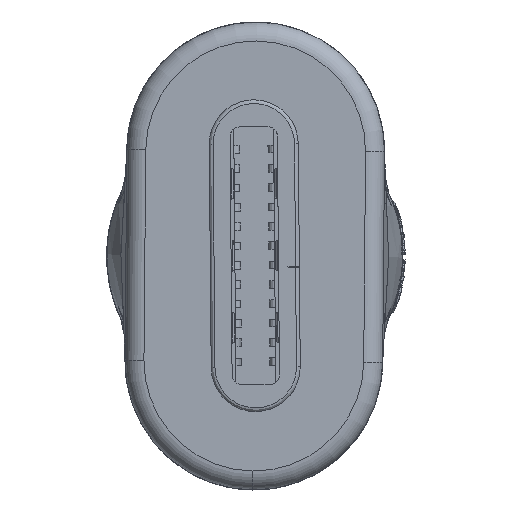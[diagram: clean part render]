
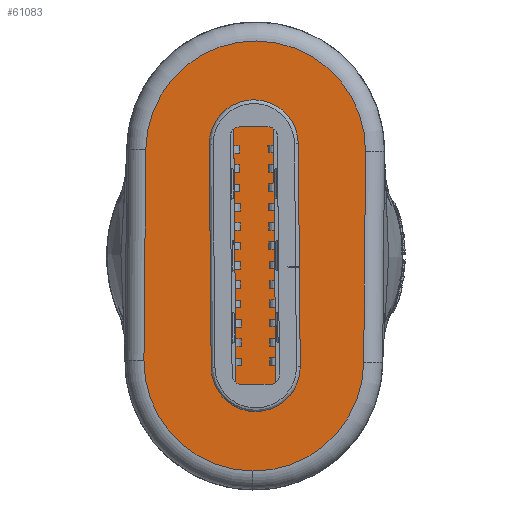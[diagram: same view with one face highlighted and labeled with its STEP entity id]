
A CAD part, left-side view. The second image highlights one B-rep face of the part: STEP entity #61083.
In plain terms, the highlighted planar face has unit normal (-1, 0, 0).
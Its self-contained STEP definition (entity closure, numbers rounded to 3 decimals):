
#1947 = CARTESIAN_POINT ( 'NONE',  ( 0., 2.9, 2.775 ) ) ;
#1997 = CARTESIAN_POINT ( 'NONE',  ( 0., -2.9, -2.775 ) ) ;
#2342 = VERTEX_POINT ( 'NONE', #3022 ) ;
#2738 = CARTESIAN_POINT ( 'NONE',  ( 0., 0., 2.775 ) ) ;
#3022 = CARTESIAN_POINT ( 'NONE',  ( 0., 2.9, 2.775 ) ) ;
#3082 = ORIENTED_EDGE ( 'NONE', *, *, #33600, .T. ) ;
#4972 = CARTESIAN_POINT ( 'NONE',  ( 0., -2.9, 2.775 ) ) ;
#7392 = VECTOR ( 'NONE', #35300, 1000. ) ;
#8426 = FACE_OUTER_BOUND ( 'NONE', #31010, .T. ) ;
#8582 = CARTESIAN_POINT ( 'NONE',  ( 0., 0., -2.775 ) ) ;
#10473 = CARTESIAN_POINT ( 'NONE',  ( 0., -2.9, 2.775 ) ) ;
#10681 = CARTESIAN_POINT ( 'NONE',  ( 0., 0., -2.775 ) ) ;
#11192 = ORIENTED_EDGE ( 'NONE', *, *, #61687, .T. ) ;
#13095 = CARTESIAN_POINT ( 'NONE',  ( 0., 2.9, -2.775 ) ) ;
#13794 = CIRCLE ( 'NONE', #50973, 2.9 ) ;
#13904 = DIRECTION ( 'NONE',  ( -1., 0., 0. ) ) ;
#15064 = DIRECTION ( 'NONE',  ( 0., 0., -1. ) ) ;
#17316 = LINE ( 'NONE', #1947, #43842 ) ;
#18276 = VERTEX_POINT ( 'NONE', #10473 ) ;
#22735 = VERTEX_POINT ( 'NONE', #49641 ) ;
#24045 = CIRCLE ( 'NONE', #27219, 2.9 ) ;
#27219 = AXIS2_PLACEMENT_3D ( 'NONE', #10681, #51958, #56921 ) ;
#28079 = PLANE ( 'NONE',  #44875 ) ;
#31010 = EDGE_LOOP ( 'NONE', ( #3082, #58926, #43046, #45867, #11192 ) ) ;
#33600 = EDGE_CURVE ( 'NONE', #48349, #22735, #24045, .T. ) ;
#33869 = DIRECTION ( 'NONE',  ( -1., 0., 0. ) ) ;
#35300 = DIRECTION ( 'NONE',  ( 0., 0., 1. ) ) ;
#37578 = DIRECTION ( 'NONE',  ( 0., 0., -1. ) ) ;
#38236 = DIRECTION ( 'NONE',  ( 0., 0., -1. ) ) ;
#39211 = EDGE_CURVE ( 'NONE', #55313, #18276, #54930, .T. ) ;
#41270 = CIRCLE ( 'NONE', #62491, 2.9 ) ;
#43046 = ORIENTED_EDGE ( 'NONE', *, *, #39211, .T. ) ;
#43842 = VECTOR ( 'NONE', #37578, 1000. ) ;
#44875 = AXIS2_PLACEMENT_3D ( 'NONE', #2738, #46301, #15064 ) ;
#45867 = ORIENTED_EDGE ( 'NONE', *, *, #50507, .T. ) ;
#46301 = DIRECTION ( 'NONE',  ( 1., 0., 0. ) ) ;
#48349 = VERTEX_POINT ( 'NONE', #13095 ) ;
#49641 = CARTESIAN_POINT ( 'NONE',  ( 0., 0., -5.675 ) ) ;
#50507 = EDGE_CURVE ( 'NONE', #18276, #2342, #13794, .T. ) ;
#50973 = AXIS2_PLACEMENT_3D ( 'NONE', #63818, #33869, #54478 ) ;
#51958 = DIRECTION ( 'NONE',  ( -1., 0., 0. ) ) ;
#54478 = DIRECTION ( 'NONE',  ( 0., 0., -1. ) ) ;
#54930 = LINE ( 'NONE', #4972, #7392 ) ;
#55313 = VERTEX_POINT ( 'NONE', #1997 ) ;
#55847 = EDGE_CURVE ( 'NONE', #22735, #55313, #41270, .T. ) ;
#56921 = DIRECTION ( 'NONE',  ( 0., 0., -1. ) ) ;
#58926 = ORIENTED_EDGE ( 'NONE', *, *, #55847, .T. ) ;
#61083 = ADVANCED_FACE ( 'NONE', ( #8426 ), #28079, .F. ) ;
#61687 = EDGE_CURVE ( 'NONE', #2342, #48349, #17316, .T. ) ;
#62491 = AXIS2_PLACEMENT_3D ( 'NONE', #8582, #13904, #38236 ) ;
#63818 = CARTESIAN_POINT ( 'NONE',  ( 0., 0., 2.775 ) ) ;
